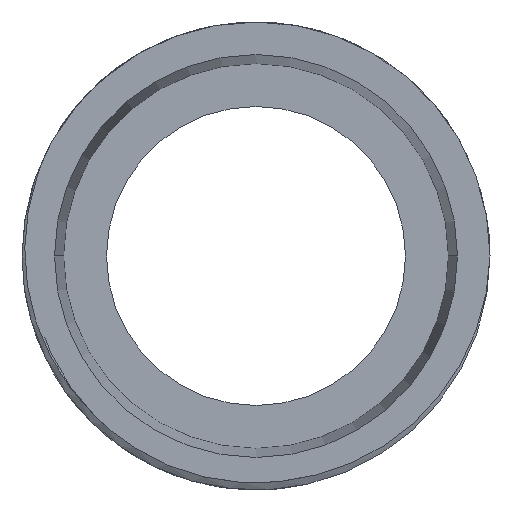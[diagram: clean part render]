
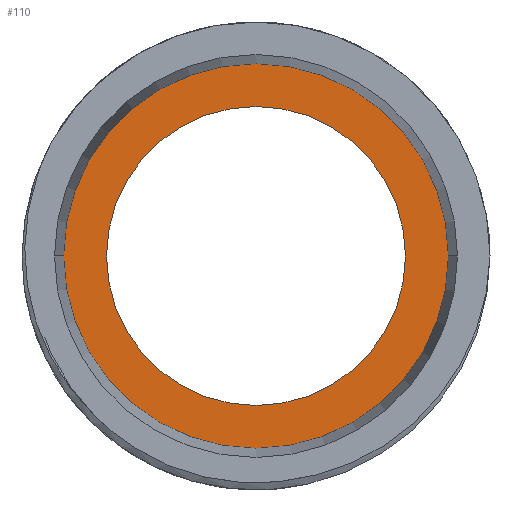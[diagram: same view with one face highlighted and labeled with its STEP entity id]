
A CAD part, left-side view. The second image highlights one B-rep face of the part: STEP entity #110.
In plain terms, the highlighted planar face has unit normal (-1, 0, 0).
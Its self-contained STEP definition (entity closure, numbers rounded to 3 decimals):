
#64 = CARTESIAN_POINT ( 'NONE',  ( -10.826, -11.5, 0. ) ) ;
#79 = AXIS2_PLACEMENT_3D ( 'NONE', #2152, #791, #1365 ) ;
#81 = CARTESIAN_POINT ( 'NONE',  ( -10.826, -14.797, 0. ) ) ;
#110 = ADVANCED_FACE ( 'NONE', ( #1588, #2323 ), #804, .F. ) ;
#112 = VERTEX_POINT ( 'NONE', #81 ) ;
#122 = CIRCLE ( 'NONE', #625, 11.5 ) ;
#247 = AXIS2_PLACEMENT_3D ( 'NONE', #1947, #1145, #1571 ) ;
#254 = DIRECTION ( 'NONE',  ( -1., 0., 0. ) ) ;
#289 = EDGE_CURVE ( 'NONE', #452, #339, #1647, .T. ) ;
#339 = VERTEX_POINT ( 'NONE', #64 ) ;
#367 = ORIENTED_EDGE ( 'NONE', *, *, #289, .F. ) ;
#393 = CARTESIAN_POINT ( 'NONE',  ( -10.826, 11.5, 0. ) ) ;
#452 = VERTEX_POINT ( 'NONE', #393 ) ;
#475 = ORIENTED_EDGE ( 'NONE', *, *, #1978, .T. ) ;
#523 = CARTESIAN_POINT ( 'NONE',  ( -10.826, 0., 0. ) ) ;
#566 = EDGE_CURVE ( 'NONE', #339, #452, #122, .T. ) ;
#625 = AXIS2_PLACEMENT_3D ( 'NONE', #2147, #844, #811 ) ;
#635 = EDGE_LOOP ( 'NONE', ( #475, #2169 ) ) ;
#660 = ORIENTED_EDGE ( 'NONE', *, *, #566, .F. ) ;
#728 = EDGE_CURVE ( 'NONE', #786, #112, #1770, .T. ) ;
#786 = VERTEX_POINT ( 'NONE', #1029 ) ;
#791 = DIRECTION ( 'NONE',  ( 1., 0., 0. ) ) ;
#804 = PLANE ( 'NONE',  #79 ) ;
#811 = DIRECTION ( 'NONE',  ( 0., -1., 0. ) ) ;
#844 = DIRECTION ( 'NONE',  ( -1., 0., 0. ) ) ;
#849 = AXIS2_PLACEMENT_3D ( 'NONE', #1778, #254, #1753 ) ;
#1029 = CARTESIAN_POINT ( 'NONE',  ( -10.826, 14.797, 0. ) ) ;
#1145 = DIRECTION ( 'NONE',  ( -1., 0., 0. ) ) ;
#1251 = DIRECTION ( 'NONE',  ( -1., 0., 0. ) ) ;
#1365 = DIRECTION ( 'NONE',  ( 0., 1., 0. ) ) ;
#1537 = CIRCLE ( 'NONE', #247, 14.797 ) ;
#1571 = DIRECTION ( 'NONE',  ( 0., -1., 0. ) ) ;
#1588 = FACE_BOUND ( 'NONE', #1834, .T. ) ;
#1647 = CIRCLE ( 'NONE', #849, 11.5 ) ;
#1753 = DIRECTION ( 'NONE',  ( 0., -1., 0. ) ) ;
#1770 = CIRCLE ( 'NONE', #2086, 14.797 ) ;
#1778 = CARTESIAN_POINT ( 'NONE',  ( -10.826, 0., 0. ) ) ;
#1822 = DIRECTION ( 'NONE',  ( 0., -1., 0. ) ) ;
#1834 = EDGE_LOOP ( 'NONE', ( #660, #367 ) ) ;
#1947 = CARTESIAN_POINT ( 'NONE',  ( -10.826, 0., 0. ) ) ;
#1978 = EDGE_CURVE ( 'NONE', #112, #786, #1537, .T. ) ;
#2086 = AXIS2_PLACEMENT_3D ( 'NONE', #523, #1251, #1822 ) ;
#2147 = CARTESIAN_POINT ( 'NONE',  ( -10.826, 0., 0. ) ) ;
#2152 = CARTESIAN_POINT ( 'NONE',  ( -10.826, 11.5, 0. ) ) ;
#2169 = ORIENTED_EDGE ( 'NONE', *, *, #728, .T. ) ;
#2323 = FACE_OUTER_BOUND ( 'NONE', #635, .T. ) ;
